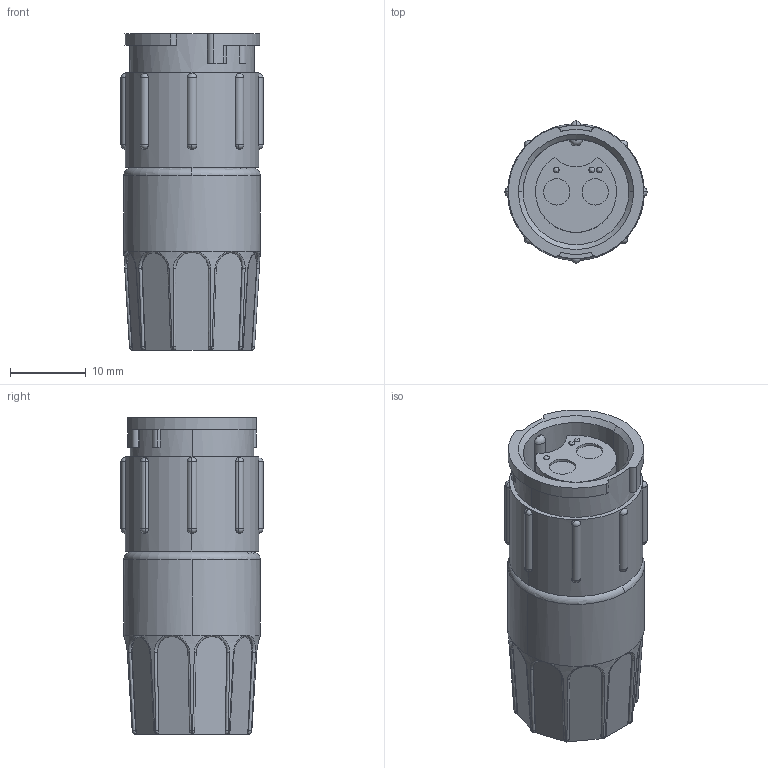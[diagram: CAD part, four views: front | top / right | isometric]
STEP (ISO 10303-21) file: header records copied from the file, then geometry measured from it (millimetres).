
FILE_DESCRIPTION (( 'STEP AP203' ), '1' );
FILE_NAME ('5182-2SG-3XX.STEP', '2018-08-10T16:51:33', ( '' ), ( '' ), 'SwSTEP 2.0', 'SolidWorks 2017', '' );
FILE_SCHEMA (( 'CONFIG_CONTROL_DESIGN' ));
Length unit declared in the file: inch
Products named in the file (1): 5182-2SG-3XX
Bounding box: 18.8 x 18.8 x 41.91 mm (x, y, z)
Volume: 8805.7 mm3; surface area: 3743.2 mm2
Topology: 1 solids, 1 shells, 228 faces, 579 edges, 368 vertices
Faces by surface type: cylinder 63, plane 52, bspline 50, torus 47, cone 13, sphere 3
Entity records: 9457 total; most frequent: CARTESIAN_POINT 4273, ORIENTED_EDGE 1140, DIRECTION 989, EDGE_CURVE 570, AXIS2_PLACEMENT_3D 417, VERTEX_POINT 362, EDGE_LOOP 246, CIRCLE 238
